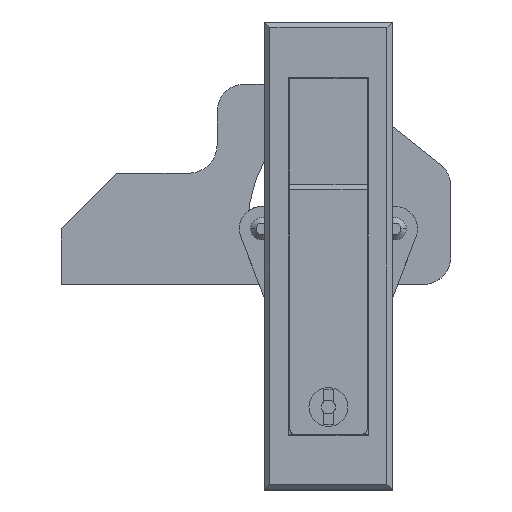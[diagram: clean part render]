
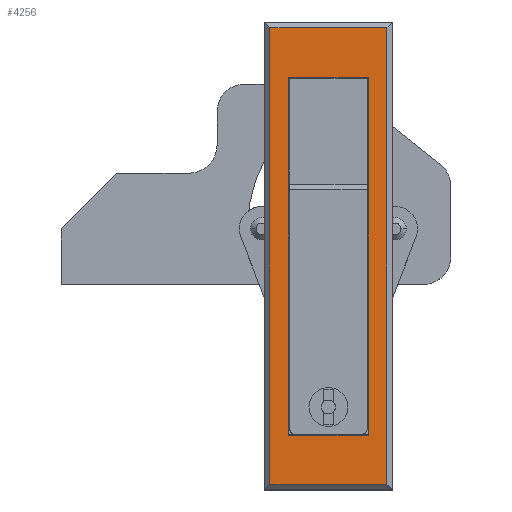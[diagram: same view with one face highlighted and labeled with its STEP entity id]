
A CAD part, top view. The second image highlights one B-rep face of the part: STEP entity #4256.
In plain terms, the highlighted planar face has unit normal (0, 0, 1).
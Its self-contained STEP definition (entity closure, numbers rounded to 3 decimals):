
#549 = PLANE ( 'NONE',  #12149 ) ;
#550 = CARTESIAN_POINT ( 'NONE',  ( -11.5, 37.1, 5. ) ) ;
#551 = DIRECTION ( 'NONE',  ( 0., 0., -1. ) ) ;
#552 = DIRECTION ( 'NONE',  ( -1., 0., 0. ) ) ;
#889 = VECTOR ( 'NONE', #6195, 1000. ) ;
#890 = VECTOR ( 'NONE', #6198, 1000. ) ;
#891 = VECTOR ( 'NONE', #6201, 1000. ) ;
#892 = VECTOR ( 'NONE', #6204, 1000. ) ;
#893 = VECTOR ( 'NONE', #6207, 1000. ) ;
#895 = VECTOR ( 'NONE', #6210, 1000. ) ;
#994 = CARTESIAN_POINT ( 'NONE',  ( -7.15, 27.1, 5. ) ) ;
#995 = CARTESIAN_POINT ( 'NONE',  ( -7.15, -37.1, 5. ) ) ;
#997 = CARTESIAN_POINT ( 'NONE',  ( 7.15, 27.1, 5. ) ) ;
#1000 = CARTESIAN_POINT ( 'NONE',  ( 7.15, -37.1, 5. ) ) ;
#1001 = CARTESIAN_POINT ( 'NONE',  ( -10.5, 36.1, 5. ) ) ;
#1003 = CARTESIAN_POINT ( 'NONE',  ( 10.5, -45.9, 5. ) ) ;
#1004 = CARTESIAN_POINT ( 'NONE',  ( -10.5, -45.9, 5. ) ) ;
#1008 = CARTESIAN_POINT ( 'NONE',  ( 10.5, 36.1, 5. ) ) ;
#4256 = ADVANCED_FACE ( 'NONE', ( #12134, #12142 ), #549, .F. ) ;
#4542 = EDGE_LOOP ( 'NONE', ( #10923, #10925, #10924, #10926 ) ) ;
#4551 = EDGE_LOOP ( 'NONE', ( #10927, #10929, #10928, #12959 ) ) ;
#6193 = LINE ( 'NONE', #6194, #889 ) ;
#6194 = CARTESIAN_POINT ( 'NONE',  ( 11.5, -45.9, 5. ) ) ;
#6195 = DIRECTION ( 'NONE',  ( 1., 0., 0. ) ) ;
#6196 = LINE ( 'NONE', #6197, #890 ) ;
#6197 = CARTESIAN_POINT ( 'NONE',  ( -10.5, -46.9, 5. ) ) ;
#6198 = DIRECTION ( 'NONE',  ( 0., -1., 0. ) ) ;
#6199 = LINE ( 'NONE', #6200, #891 ) ;
#6200 = CARTESIAN_POINT ( 'NONE',  ( 10.5, 37.1, 5. ) ) ;
#6201 = DIRECTION ( 'NONE',  ( 0., 1., 0. ) ) ;
#6202 = LINE ( 'NONE', #6203, #892 ) ;
#6203 = CARTESIAN_POINT ( 'NONE',  ( -7.15, -37.1, 5. ) ) ;
#6204 = DIRECTION ( 'NONE',  ( 0., -1., 0. ) ) ;
#6205 = LINE ( 'NONE', #6206, #893 ) ;
#6206 = CARTESIAN_POINT ( 'NONE',  ( -11.5, 36.1, 5. ) ) ;
#6207 = DIRECTION ( 'NONE',  ( -1., 0., 0. ) ) ;
#6208 = LINE ( 'NONE', #6209, #895 ) ;
#6209 = CARTESIAN_POINT ( 'NONE',  ( -7.15, -37.1, 5. ) ) ;
#6210 = DIRECTION ( 'NONE',  ( 1., 0., 0. ) ) ;
#6737 = LINE ( 'NONE', #6738, #7114 ) ;
#6738 = CARTESIAN_POINT ( 'NONE',  ( -7.15, 27.1, 5. ) ) ;
#6739 = DIRECTION ( 'NONE',  ( 1., 0., 0. ) ) ;
#6740 = LINE ( 'NONE', #6741, #7115 ) ;
#6741 = CARTESIAN_POINT ( 'NONE',  ( 7.15, -37.1, 5. ) ) ;
#6742 = DIRECTION ( 'NONE',  ( 0., -1., 0. ) ) ;
#7114 = VECTOR ( 'NONE', #6739, 1000. ) ;
#7115 = VECTOR ( 'NONE', #6742, 1000. ) ;
#10279 = VERTEX_POINT ( 'NONE', #994 ) ;
#10280 = VERTEX_POINT ( 'NONE', #995 ) ;
#10282 = VERTEX_POINT ( 'NONE', #997 ) ;
#10285 = VERTEX_POINT ( 'NONE', #1000 ) ;
#10286 = VERTEX_POINT ( 'NONE', #1001 ) ;
#10288 = VERTEX_POINT ( 'NONE', #1003 ) ;
#10289 = VERTEX_POINT ( 'NONE', #1004 ) ;
#10293 = VERTEX_POINT ( 'NONE', #1008 ) ;
#10923 = ORIENTED_EDGE ( 'NONE', *, *, #11113, .T. ) ;
#10924 = ORIENTED_EDGE ( 'NONE', *, *, #11114, .T. ) ;
#10925 = ORIENTED_EDGE ( 'NONE', *, *, #11112, .T. ) ;
#10926 = ORIENTED_EDGE ( 'NONE', *, *, #11116, .T. ) ;
#10927 = ORIENTED_EDGE ( 'NONE', *, *, #11117, .F. ) ;
#10928 = ORIENTED_EDGE ( 'NONE', *, *, #13271, .T. ) ;
#10929 = ORIENTED_EDGE ( 'NONE', *, *, #11115, .F. ) ;
#11112 = EDGE_CURVE ( 'NONE', #10289, #10288, #6193, .T. ) ;
#11113 = EDGE_CURVE ( 'NONE', #10286, #10289, #6196, .T. ) ;
#11114 = EDGE_CURVE ( 'NONE', #10288, #10293, #6199, .T. ) ;
#11115 = EDGE_CURVE ( 'NONE', #10279, #10280, #6202, .T. ) ;
#11116 = EDGE_CURVE ( 'NONE', #10293, #10286, #6205, .T. ) ;
#11117 = EDGE_CURVE ( 'NONE', #10280, #10285, #6208, .T. ) ;
#12134 = FACE_OUTER_BOUND ( 'NONE', #4542, .T. ) ;
#12142 = FACE_BOUND ( 'NONE', #4551, .T. ) ;
#12149 = AXIS2_PLACEMENT_3D ( 'NONE', #550, #551, #552 ) ;
#12959 = ORIENTED_EDGE ( 'NONE', *, *, #13272, .T. ) ;
#13271 = EDGE_CURVE ( 'NONE', #10279, #10282, #6737, .T. ) ;
#13272 = EDGE_CURVE ( 'NONE', #10282, #10285, #6740, .T. ) ;
